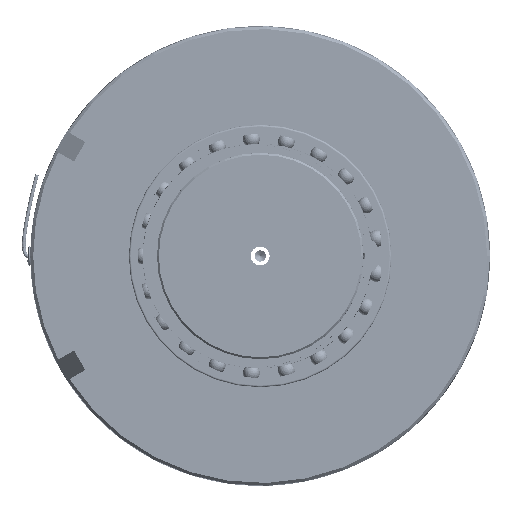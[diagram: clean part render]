
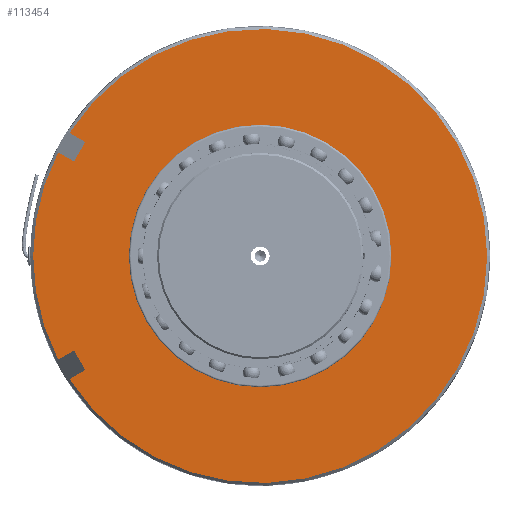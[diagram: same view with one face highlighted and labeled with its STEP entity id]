
A CAD part, left-side view. The second image highlights one B-rep face of the part: STEP entity #113454.
In plain terms, the highlighted planar face has unit normal (-1, 0, 0).
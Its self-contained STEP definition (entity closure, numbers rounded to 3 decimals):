
#697=FACE_BOUND('',#9816,.T.);
#931=PLANE('',#119158);
#4953=FACE_OUTER_BOUND('',#9815,.T.);
#9815=EDGE_LOOP('',(#75350,#75351,#75352,#75353,#75354,#75355,#75356,#75357));
#9816=EDGE_LOOP('',(#75358));
#23322=CIRCLE('',#119159,121.);
#23323=CIRCLE('',#119160,121.);
#23324=CIRCLE('',#119161,70.);
#28826=LINE('',#183305,#34667);
#28831=LINE('',#183319,#34672);
#28832=LINE('',#183322,#34673);
#28833=LINE('',#183327,#34674);
#28834=LINE('',#183329,#34675);
#28835=LINE('',#183331,#34676);
#34667=VECTOR('',#139105,9.751);
#34672=VECTOR('',#139112,9.751);
#34673=VECTOR('',#139117,12.);
#34674=VECTOR('',#139122,9.751);
#34675=VECTOR('',#139123,12.);
#34676=VECTOR('',#139124,9.751);
#41070=VERTEX_POINT('',#183299);
#41072=VERTEX_POINT('',#183304);
#41075=VERTEX_POINT('',#183311);
#41077=VERTEX_POINT('',#183317);
#41078=VERTEX_POINT('',#183324);
#41079=VERTEX_POINT('',#183326);
#41080=VERTEX_POINT('',#183328);
#41081=VERTEX_POINT('',#183330);
#41082=VERTEX_POINT('',#183333);
#54631=EDGE_CURVE('',#41072,#41070,#28826,.T.);
#54637=EDGE_CURVE('',#41075,#41077,#28831,.T.);
#54639=EDGE_CURVE('',#41077,#41072,#28832,.T.);
#54640=EDGE_CURVE('',#41078,#41070,#23322,.T.);
#54641=EDGE_CURVE('',#41078,#41079,#28833,.T.);
#54642=EDGE_CURVE('',#41079,#41080,#28834,.T.);
#54643=EDGE_CURVE('',#41080,#41081,#28835,.T.);
#54644=EDGE_CURVE('',#41075,#41081,#23323,.T.);
#54645=EDGE_CURVE('',#41082,#41082,#23324,.T.);
#75350=ORIENTED_EDGE('',*,*,#54637,.T.);
#75351=ORIENTED_EDGE('',*,*,#54639,.T.);
#75352=ORIENTED_EDGE('',*,*,#54631,.T.);
#75353=ORIENTED_EDGE('',*,*,#54640,.F.);
#75354=ORIENTED_EDGE('',*,*,#54641,.T.);
#75355=ORIENTED_EDGE('',*,*,#54642,.T.);
#75356=ORIENTED_EDGE('',*,*,#54643,.T.);
#75357=ORIENTED_EDGE('',*,*,#54644,.F.);
#75358=ORIENTED_EDGE('',*,*,#54645,.F.);
#113454=ADVANCED_FACE('',(#4953,#697),#931,.T.);
#119158=AXIS2_PLACEMENT_3D('',#183323,#139118,#139119);
#119159=AXIS2_PLACEMENT_3D('',#183325,#139120,#139121);
#119160=AXIS2_PLACEMENT_3D('',#183332,#139125,#139126);
#119161=AXIS2_PLACEMENT_3D('',#183334,#139127,#139128);
#139105=DIRECTION('',(0.,0.866,-0.5));
#139112=DIRECTION('',(0.,-0.866,0.5));
#139117=DIRECTION('',(0.,-0.5,-0.866));
#139118=DIRECTION('center_axis',(-1.,0.,0.));
#139119=DIRECTION('ref_axis',(0.,0.,
1.));
#139120=DIRECTION('center_axis',(1.,0.,0.));
#139121=DIRECTION('ref_axis',(0.,1.,0.));
#139122=DIRECTION('',(0.,-0.866,-0.5));
#139123=DIRECTION('',(0.,0.5,-0.866));
#139124=DIRECTION('',(0.,0.866,0.5));
#139125=DIRECTION('center_axis',(1.,0.,0.));
#139126=DIRECTION('ref_axis',(0.,1.,0.));
#139127=DIRECTION('center_axis',(-1.,0.,0.));
#139128=DIRECTION('ref_axis',(0.,1.,0.));
#183299=CARTESIAN_POINT('',(50.152,101.66,-45.583));
#183304=CARTESIAN_POINT('',(50.152,93.216,-40.708));
#183305=CARTESIAN_POINT('',(50.152,84.066,-35.425));
#183311=CARTESIAN_POINT('',(50.152,107.66,-35.191));
#183317=CARTESIAN_POINT('',(50.152,99.216,-30.315));
#183319=CARTESIAN_POINT('',(50.152,90.066,-25.033));
#183322=CARTESIAN_POINT('',(50.152,108.153,-14.835));
#183323=CARTESIAN_POINT('Origin',(50.152,95.5,20.039));
#183324=CARTESIAN_POINT('',(50.152,101.66,85.66));
#183325=CARTESIAN_POINT('Origin',(50.152,0.,
20.039));
#183326=CARTESIAN_POINT('',(50.152,93.216,80.785));
#183327=CARTESIAN_POINT('',(50.152,84.066,75.502));
#183328=CARTESIAN_POINT('',(50.152,99.216,70.393));
#183329=CARTESIAN_POINT('',(50.152,108.153,54.913));
#183330=CARTESIAN_POINT('',(50.152,107.66,75.268));
#183331=CARTESIAN_POINT('',(50.152,90.066,65.11));
#183332=CARTESIAN_POINT('Origin',(50.152,0.,
20.039));
#183333=CARTESIAN_POINT('',(50.152,-70.,20.039));
#183334=CARTESIAN_POINT('Origin',(50.152,0.,
20.039));
